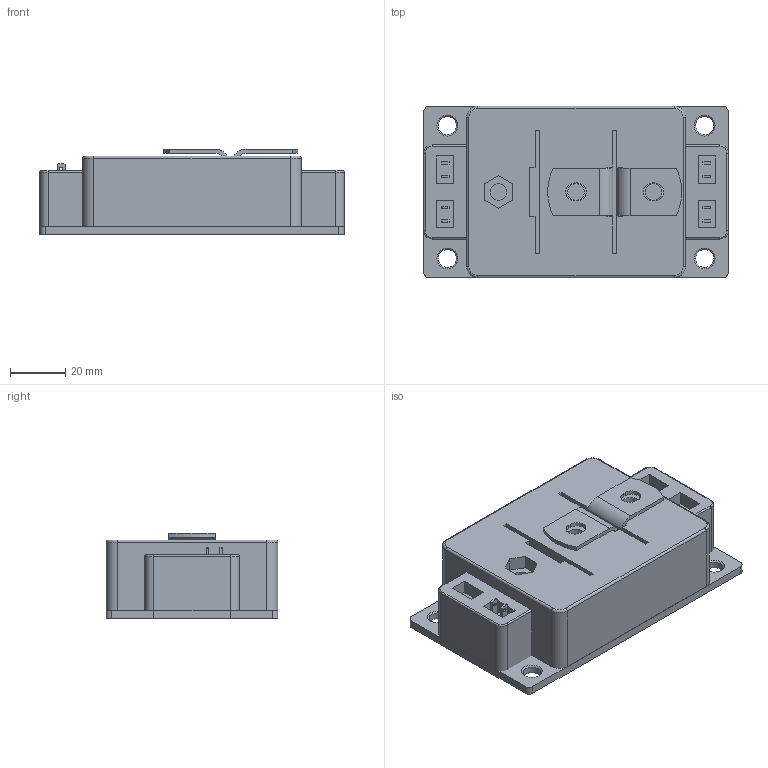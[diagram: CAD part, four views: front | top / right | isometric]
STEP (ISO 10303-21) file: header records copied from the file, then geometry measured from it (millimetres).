
FILE_DESCRIPTION((''),'2;1');
FILE_NAME('IXYS_Y3-Li.stp','2014-01-14T16:20:22',(''),(''),'Mechanical Desktop 2011','Mechanical Desktop 2011',', , ');
FILE_SCHEMA(('AUTOMOTIVE_DESIGN { 1 2 10303 214 1 1 1 1 }'));
Length unit declared in the file: millimetre
Products named in the file (1): Product
Bounding box: 110 x 62 x 31 mm (x, y, z)
Volume: 165164.2 mm3; surface area: 54150.9 mm2
Topology: 11 solids, 11 shells, 255 faces, 618 edges, 404 vertices
Faces by surface type: plane 138, bspline 65, cylinder 38, cone 8, torus 6
Entity records: 7682 total; most frequent: CARTESIAN_POINT 1711, ORIENTED_EDGE 1236, DIRECTION 1116, EDGE_CURVE 618, VECTOR 502, LINE 502, VERTEX_POINT 404, AXIS2_PLACEMENT_3D 307
